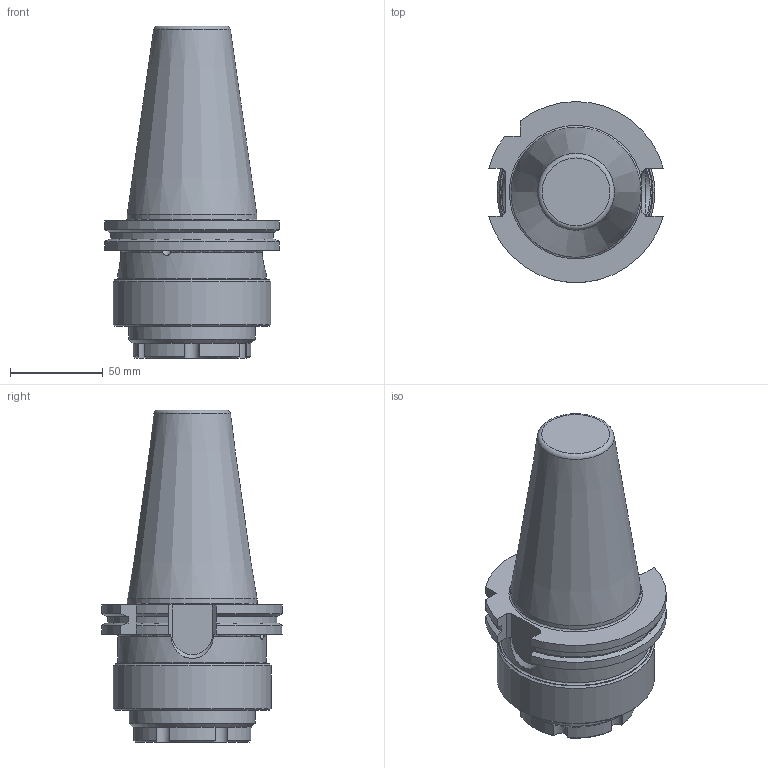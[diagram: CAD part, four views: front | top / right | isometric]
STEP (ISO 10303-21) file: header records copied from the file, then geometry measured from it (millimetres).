
FILE_DESCRIPTION(/* description */ ('Unknown'),/* implementation_level */ '2;1');
FILE_NAME(/* name */ '338150050',/* time_stamp */ '2020-08-14T14:20:57+02:00',/* author */ ('WTO KS'),/* organization */ ('WTO'),/* preprocessor_version */ 'ST-DEVELOPER v16.7',/* originating_system */ 'DEX',/* authorisation */ $);
FILE_SCHEMA (('AUTOMOTIVE_DESIGN {1 0 10303 214 3 1 1}'));
Length unit declared in the file: millimetre
Products named in the file (1): 090358_338150050_vereinfacht_STP_00416645
Bounding box: 94.05 x 97.31 x 178.75 mm (x, y, z)
Volume: 505594.3 mm3; surface area: 64420.5 mm2
Topology: 1 solids, 1 shells, 106 faces, 274 edges, 174 vertices
Faces by surface type: plane 47, cylinder 32, cone 20, torus 7
Full cylindrical faces by diameter (mm): 6.2 x2, 34.2 x1, 37 x1, 40.15 x1, 68 x1, 69.85 x1, 80 x1, 85 x1
Entity records: 3188 total; most frequent: CARTESIAN_POINT 710, DIRECTION 508, ORIENTED_EDGE 498, EDGE_CURVE 249, AXIS2_PLACEMENT_3D 203, VERTEX_POINT 167, EDGE_LOOP 128, FACE_BOUND 128
